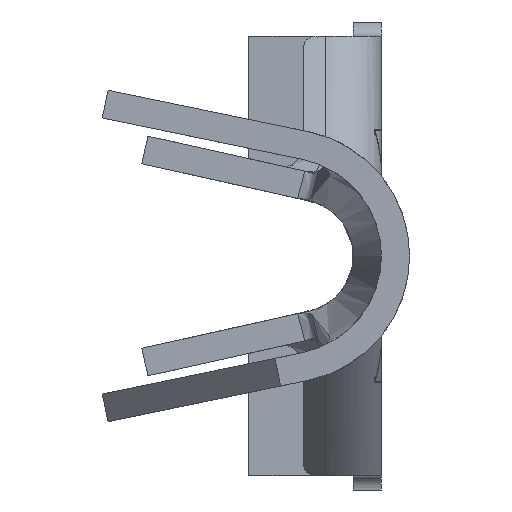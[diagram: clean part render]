
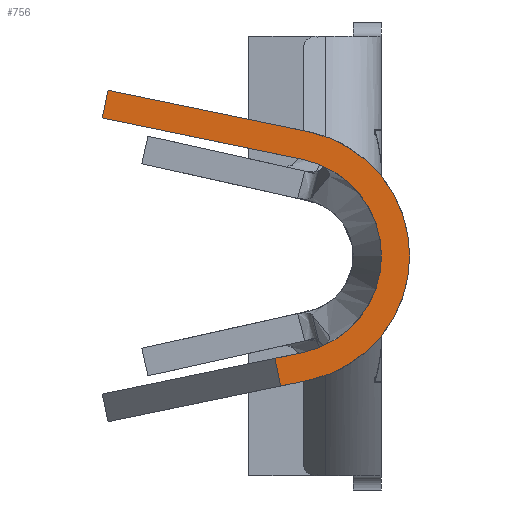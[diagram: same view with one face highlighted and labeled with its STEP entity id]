
A CAD part, left-side view. The second image highlights one B-rep face of the part: STEP entity #756.
In plain terms, the highlighted planar face has unit normal (-1, 0, 0).
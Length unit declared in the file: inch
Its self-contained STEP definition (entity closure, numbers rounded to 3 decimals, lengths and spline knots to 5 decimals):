
#718 = CARTESIAN_POINT ( 'NONE',  ( -0.627, 0.05584, 0.06855 ) ) ;
#756 = ADVANCED_FACE ( 'NONE', ( #8478 ), #2534, .T. ) ;
#880 = LINE ( 'NONE', #3475, #5977 ) ;
#1043 = CIRCLE ( 'NONE', #4726, 0.07 ) ;
#1143 = VECTOR ( 'NONE', #2175, 39.37008 ) ;
#1157 = VECTOR ( 'NONE', #4807, 39.37008 ) ;
#1451 = VERTEX_POINT ( 'NONE', #2138 ) ;
#1605 = VERTEX_POINT ( 'NONE', #2542 ) ;
#1614 = DIRECTION ( 'NONE',  ( 0., -0.202, -0.979 ) ) ;
#1654 = LINE ( 'NONE', #4251, #7650 ) ;
#1806 = AXIS2_PLACEMENT_3D ( 'NONE', #5155, #7824, #1895 ) ;
#1889 = CARTESIAN_POINT ( 'NONE',  ( -0.627, 0.0518, -0.08814 ) ) ;
#1895 = DIRECTION ( 'NONE',  ( 0., 0., 1. ) ) ;
#2059 = EDGE_CURVE ( 'NONE', #8286, #6727, #1043, .T. ) ;
#2088 = CARTESIAN_POINT ( 'NONE',  ( -0.627, 0.07, 0. ) ) ;
#2132 = EDGE_LOOP ( 'NONE', ( #5393, #6713, #4232, #6212, #5192, #6208, #2206, #6214 ) ) ;
#2138 = CARTESIAN_POINT ( 'NONE',  ( -0.627, 0.07558, -0.07263 ) ) ;
#2175 = DIRECTION ( 'NONE',  ( 0., 0.979, 0.202 ) ) ;
#2190 = CARTESIAN_POINT ( 'NONE',  ( -0.627, 0.05584, -0.06855 ) ) ;
#2206 = ORIENTED_EDGE ( 'NONE', *, *, #2059, .T. ) ;
#2213 = CARTESIAN_POINT ( 'NONE',  ( -0.627, 0.07, 0. ) ) ;
#2357 = VERTEX_POINT ( 'NONE', #7015 ) ;
#2534 = PLANE ( 'NONE',  #1806 ) ;
#2542 = CARTESIAN_POINT ( 'NONE',  ( -0.627, 0.198, 0.09791 ) ) ;
#2559 = DIRECTION ( 'NONE',  ( 0., 0.202, -0.979 ) ) ;
#2960 = EDGE_CURVE ( 'NONE', #6727, #1451, #8129, .T. ) ;
#3326 = AXIS2_PLACEMENT_3D ( 'NONE', #2088, #4700, #7374 ) ;
#3387 = VERTEX_POINT ( 'NONE', #4515 ) ;
#3452 = LINE ( 'NONE', #8114, #1143 ) ;
#3460 = CARTESIAN_POINT ( 'NONE',  ( -0.627, 0.05584, -0.06855 ) ) ;
#3475 = CARTESIAN_POINT ( 'NONE',  ( -0.627, 0.0518, -0.08814 ) ) ;
#3909 = VERTEX_POINT ( 'NONE', #1889 ) ;
#4232 = ORIENTED_EDGE ( 'NONE', *, *, #4605, .T. ) ;
#4251 = CARTESIAN_POINT ( 'NONE',  ( -0.627, 0.05584, 0.06855 ) ) ;
#4515 = CARTESIAN_POINT ( 'NONE',  ( -0.627, 0.0518, 0.08814 ) ) ;
#4605 = EDGE_CURVE ( 'NONE', #3909, #3387, #8187, .T. ) ;
#4669 = EDGE_CURVE ( 'NONE', #3387, #2357, #3452, .T. ) ;
#4700 = DIRECTION ( 'NONE',  ( -1., 0., 0. ) ) ;
#4726 = AXIS2_PLACEMENT_3D ( 'NONE', #2213, #4832, #7500 ) ;
#4807 = DIRECTION ( 'NONE',  ( 0., 0.979, -0.202 ) ) ;
#4832 = DIRECTION ( 'NONE',  ( 1., 0., 0. ) ) ;
#4870 = LINE ( 'NONE', #7537, #4994 ) ;
#4898 = EDGE_CURVE ( 'NONE', #5508, #3909, #880, .T. ) ;
#4994 = VECTOR ( 'NONE', #1614, 39.37008 ) ;
#5155 = CARTESIAN_POINT ( 'NONE',  ( -0.627, 0.07, 0. ) ) ;
#5192 = ORIENTED_EDGE ( 'NONE', *, *, #7413, .T. ) ;
#5200 = EDGE_CURVE ( 'NONE', #1451, #5508, #4870, .T. ) ;
#5250 = EDGE_CURVE ( 'NONE', #1605, #8286, #1654, .T. ) ;
#5393 = ORIENTED_EDGE ( 'NONE', *, *, #5200, .T. ) ;
#5508 = VERTEX_POINT ( 'NONE', #5659 ) ;
#5659 = CARTESIAN_POINT ( 'NONE',  ( -0.627, 0.07154, -0.09222 ) ) ;
#5838 = LINE ( 'NONE', #8505, #5923 ) ;
#5923 = VECTOR ( 'NONE', #2559, 39.37008 ) ;
#5977 = VECTOR ( 'NONE', #6130, 39.37008 ) ;
#6130 = DIRECTION ( 'NONE',  ( 0., -0.979, 0.202 ) ) ;
#6208 = ORIENTED_EDGE ( 'NONE', *, *, #5250, .T. ) ;
#6212 = ORIENTED_EDGE ( 'NONE', *, *, #4669, .T. ) ;
#6214 = ORIENTED_EDGE ( 'NONE', *, *, #2960, .T. ) ;
#6713 = ORIENTED_EDGE ( 'NONE', *, *, #4898, .T. ) ;
#6727 = VERTEX_POINT ( 'NONE', #3460 ) ;
#6923 = DIRECTION ( 'NONE',  ( 0., -0.979, -0.202 ) ) ;
#7015 = CARTESIAN_POINT ( 'NONE',  ( -0.627, 0.19395, 0.1175 ) ) ;
#7374 = DIRECTION ( 'NONE',  ( 0., 0., 1. ) ) ;
#7413 = EDGE_CURVE ( 'NONE', #2357, #1605, #5838, .T. ) ;
#7500 = DIRECTION ( 'NONE',  ( 0., 0., 1. ) ) ;
#7537 = CARTESIAN_POINT ( 'NONE',  ( -0.627, 0.07558, -0.07263 ) ) ;
#7650 = VECTOR ( 'NONE', #6923, 39.37008 ) ;
#7824 = DIRECTION ( 'NONE',  ( -1., 0., 0. ) ) ;
#8114 = CARTESIAN_POINT ( 'NONE',  ( -0.627, 0.0518, 0.08814 ) ) ;
#8129 = LINE ( 'NONE', #2190, #1157 ) ;
#8187 = CIRCLE ( 'NONE', #3326, 0.09 ) ;
#8286 = VERTEX_POINT ( 'NONE', #718 ) ;
#8478 = FACE_OUTER_BOUND ( 'NONE', #2132, .T. ) ;
#8505 = CARTESIAN_POINT ( 'NONE',  ( -0.627, 0.198, 0.09791 ) ) ;
